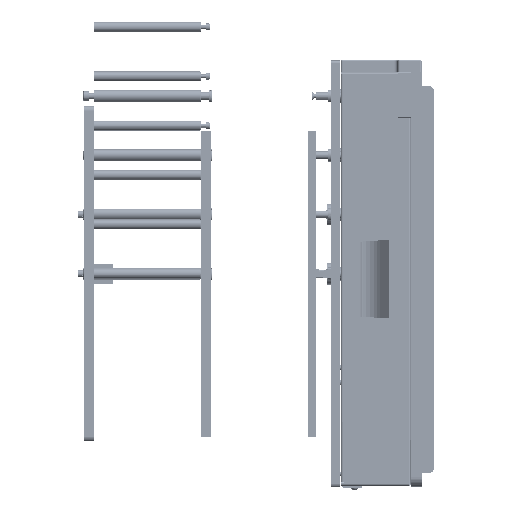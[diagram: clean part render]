
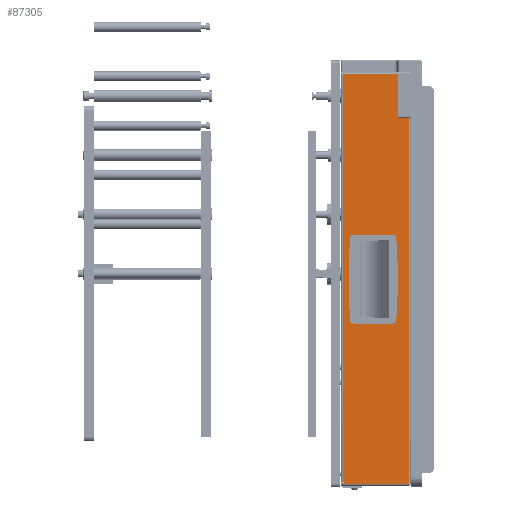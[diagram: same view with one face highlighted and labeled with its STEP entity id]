
A CAD part, left-side view. The second image highlights one B-rep face of the part: STEP entity #87305.
In plain terms, the highlighted face is planar.
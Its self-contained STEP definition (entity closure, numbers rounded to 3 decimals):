
#1759 = DIRECTION ( 'NONE',  ( 0., 0., 1. ) ) ;
#2938 = LINE ( 'NONE', #82243, #14140 ) ;
#3247 = CIRCLE ( 'NONE', #74375, 1.5 ) ;
#4109 = DIRECTION ( 'NONE',  ( 0., -1., 0. ) ) ;
#6133 = DIRECTION ( 'NONE',  ( 0., 0., -1. ) ) ;
#7739 = CARTESIAN_POINT ( 'NONE',  ( 3.7, -446., 35.5 ) ) ;
#8834 = LINE ( 'NONE', #7739, #92240 ) ;
#9955 = DIRECTION ( 'NONE',  ( 0., -1., 0. ) ) ;
#10054 = PLANE ( 'NONE',  #104884 ) ;
#10106 = VERTEX_POINT ( 'NONE', #77809 ) ;
#10174 = CARTESIAN_POINT ( 'NONE',  ( 2.7, -446., 32.475 ) ) ;
#10223 = LINE ( 'NONE', #110728, #63136 ) ;
#10431 = DIRECTION ( 'NONE',  ( 0., 1., 0. ) ) ;
#10816 = ORIENTED_EDGE ( 'NONE', *, *, #54880, .F. ) ;
#11011 = VERTEX_POINT ( 'NONE', #37889 ) ;
#11510 = CARTESIAN_POINT ( 'NONE',  ( 250.5, -446., -18.5 ) ) ;
#11987 = VECTOR ( 'NONE', #107767, 1000. ) ;
#14140 = VECTOR ( 'NONE', #109686, 1000. ) ;
#16281 = DIRECTION ( 'NONE',  ( 0., 0., 1. ) ) ;
#17844 = DIRECTION ( 'NONE',  ( 0., 0., 1. ) ) ;
#19017 = LINE ( 'NONE', #89888, #11987 ) ;
#19676 = DIRECTION ( 'NONE',  ( 0., 0., 1. ) ) ;
#20426 = EDGE_CURVE ( 'NONE', #92552, #87677, #85676, .T. ) ;
#21493 = ORIENTED_EDGE ( 'NONE', *, *, #83264, .F. ) ;
#21673 = CARTESIAN_POINT ( 'NONE',  ( 2.1, -446., 35.5 ) ) ;
#23304 = VERTEX_POINT ( 'NONE', #88784 ) ;
#23712 = VECTOR ( 'NONE', #49350, 1000. ) ;
#26413 = EDGE_CURVE ( 'NONE', #87510, #61174, #84964, .T. ) ;
#28924 = ORIENTED_EDGE ( 'NONE', *, *, #20426, .F. ) ;
#29937 = DIRECTION ( 'NONE',  ( -1., 0., 0. ) ) ;
#32757 = VERTEX_POINT ( 'NONE', #93447 ) ;
#33284 = ORIENTED_EDGE ( 'NONE', *, *, #84024, .F. ) ;
#33313 = DIRECTION ( 'NONE',  ( 0., -1., 0. ) ) ;
#33948 = EDGE_CURVE ( 'NONE', #113193, #32757, #19017, .T. ) ;
#35080 = VECTOR ( 'NONE', #110626, 1000. ) ;
#35217 = AXIS2_PLACEMENT_3D ( 'NONE', #36084, #9955, #19676 ) ;
#35885 = DIRECTION ( 'NONE',  ( -1., 0., 0. ) ) ;
#36084 = CARTESIAN_POINT ( 'NONE',  ( 168.5, -446., 16.1 ) ) ;
#36216 = VERTEX_POINT ( 'NONE', #55839 ) ;
#37889 = CARTESIAN_POINT ( 'NONE',  ( 168.5, -446., 17.6 ) ) ;
#39259 = ORIENTED_EDGE ( 'NONE', *, *, #68483, .F. ) ;
#40641 = ORIENTED_EDGE ( 'NONE', *, *, #107950, .T. ) ;
#41150 = VECTOR ( 'NONE', #78945, 1000. ) ;
#43799 = VERTEX_POINT ( 'NONE', #59312 ) ;
#44344 = VERTEX_POINT ( 'NONE', #103898 ) ;
#44379 = VECTOR ( 'NONE', #35885, 1000. ) ;
#44588 = CARTESIAN_POINT ( 'NONE',  ( 0., -446., 35.5 ) ) ;
#44990 = ORIENTED_EDGE ( 'NONE', *, *, #57855, .F. ) ;
#48057 = DIRECTION ( 'NONE',  ( 0., 0., 1. ) ) ;
#49350 = DIRECTION ( 'NONE',  ( 0., 0., 1. ) ) ;
#50946 = VERTEX_POINT ( 'NONE', #84562 ) ;
#53522 = CIRCLE ( 'NONE', #108371, 1.5 ) ;
#54880 = EDGE_CURVE ( 'NONE', #23304, #11011, #90224, .T. ) ;
#55839 = CARTESIAN_POINT ( 'NONE',  ( 2.7, -446., 35.5 ) ) ;
#57251 = CIRCLE ( 'NONE', #35217, 1.5 ) ;
#57401 = CARTESIAN_POINT ( 'NONE',  ( 168.5, -446., -17. ) ) ;
#57855 = EDGE_CURVE ( 'NONE', #32757, #80056, #8834, .T. ) ;
#58084 = CARTESIAN_POINT ( 'NONE',  ( 250.5, -446., 16.1 ) ) ;
#59312 = CARTESIAN_POINT ( 'NONE',  ( 168.5, -446., -18.5 ) ) ;
#60866 = CARTESIAN_POINT ( 'NONE',  ( 250.5, -446., -17. ) ) ;
#61174 = VERTEX_POINT ( 'NONE', #71589 ) ;
#61244 = VECTOR ( 'NONE', #6133, 1000. ) ;
#61884 = VECTOR ( 'NONE', #93295, 1000. ) ;
#61978 = VECTOR ( 'NONE', #1759, 1000. ) ;
#63136 = VECTOR ( 'NONE', #29937, 1000. ) ;
#63728 = EDGE_LOOP ( 'NONE', ( #10816, #88726, #28924, #103406, #113394, #74342, #112062, #39259 ) ) ;
#64756 = LINE ( 'NONE', #89343, #41150 ) ;
#65398 = EDGE_CURVE ( 'NONE', #87510, #36216, #91463, .T. ) ;
#67280 = VERTEX_POINT ( 'NONE', #11510 ) ;
#68483 = EDGE_CURVE ( 'NONE', #11011, #107938, #57251, .T. ) ;
#69055 = CARTESIAN_POINT ( 'NONE',  ( 252., -446., -17. ) ) ;
#69310 = CARTESIAN_POINT ( 'NONE',  ( 3.7, -446., 33.475 ) ) ;
#70865 = CARTESIAN_POINT ( 'NONE',  ( 168.5, -446., 17.6 ) ) ;
#71087 = EDGE_CURVE ( 'NONE', #10106, #43799, #91410, .T. ) ;
#71589 = CARTESIAN_POINT ( 'NONE',  ( 2.1, -446., -33.4 ) ) ;
#72208 = EDGE_CURVE ( 'NONE', #43799, #67280, #113283, .T. ) ;
#72315 = CARTESIAN_POINT ( 'NONE',  ( 0., -446., 35.5 ) ) ;
#74342 = ORIENTED_EDGE ( 'NONE', *, *, #71087, .F. ) ;
#74375 = AXIS2_PLACEMENT_3D ( 'NONE', #58084, #94223, #103167 ) ;
#74719 = ORIENTED_EDGE ( 'NONE', *, *, #65398, .F. ) ;
#75432 = ORIENTED_EDGE ( 'NONE', *, *, #102362, .T. ) ;
#77809 = CARTESIAN_POINT ( 'NONE',  ( 167., -446., -17. ) ) ;
#78267 = LINE ( 'NONE', #110239, #35080 ) ;
#78945 = DIRECTION ( 'NONE',  ( 0., 0., -1. ) ) ;
#79403 = ORIENTED_EDGE ( 'NONE', *, *, #26413, .T. ) ;
#80056 = VERTEX_POINT ( 'NONE', #69310 ) ;
#82122 = ORIENTED_EDGE ( 'NONE', *, *, #33948, .F. ) ;
#82243 = CARTESIAN_POINT ( 'NONE',  ( 167., -446., -17. ) ) ;
#83264 = EDGE_CURVE ( 'NONE', #36216, #113193, #64756, .T. ) ;
#84024 = EDGE_CURVE ( 'NONE', #50946, #61174, #10223, .T. ) ;
#84055 = CARTESIAN_POINT ( 'NONE',  ( 168.5, -446., -18.5 ) ) ;
#84562 = CARTESIAN_POINT ( 'NONE',  ( 416.9, -446., -33.4 ) ) ;
#84964 = LINE ( 'NONE', #95896, #61244 ) ;
#85165 = EDGE_CURVE ( 'NONE', #107938, #10106, #2938, .T. ) ;
#85676 = LINE ( 'NONE', #98246, #61978 ) ;
#87305 = ADVANCED_FACE ( 'NONE', ( #104116, #112405 ), #10054, .F. ) ;
#87510 = VERTEX_POINT ( 'NONE', #21673 ) ;
#87677 = VERTEX_POINT ( 'NONE', #94740 ) ;
#88032 = EDGE_CURVE ( 'NONE', #87677, #23304, #3247, .T. ) ;
#88726 = ORIENTED_EDGE ( 'NONE', *, *, #88032, .F. ) ;
#88784 = CARTESIAN_POINT ( 'NONE',  ( 250.5, -446., 17.6 ) ) ;
#89343 = CARTESIAN_POINT ( 'NONE',  ( 2.7, -446., 35.5 ) ) ;
#89888 = CARTESIAN_POINT ( 'NONE',  ( 0., -446., 32.475 ) ) ;
#90224 = LINE ( 'NONE', #70865, #44379 ) ;
#90923 = EDGE_LOOP ( 'NONE', ( #40641, #44990, #82122, #21493, #74719, #79403, #33284, #75432 ) ) ;
#91410 = CIRCLE ( 'NONE', #109859, 1.5 ) ;
#91463 = LINE ( 'NONE', #44588, #99877 ) ;
#92240 = VECTOR ( 'NONE', #16281, 1000. ) ;
#92496 = EDGE_CURVE ( 'NONE', #67280, #92552, #53522, .T. ) ;
#92552 = VERTEX_POINT ( 'NONE', #69055 ) ;
#93295 = DIRECTION ( 'NONE',  ( 1., 0., 0. ) ) ;
#93447 = CARTESIAN_POINT ( 'NONE',  ( 3.7, -446., 32.475 ) ) ;
#94223 = DIRECTION ( 'NONE',  ( 0., -1., 0. ) ) ;
#94740 = CARTESIAN_POINT ( 'NONE',  ( 252., -446., 16.1 ) ) ;
#95896 = CARTESIAN_POINT ( 'NONE',  ( 2.1, -446., 35.5 ) ) ;
#97101 = DIRECTION ( 'NONE',  ( 1., 0., 0. ) ) ;
#98246 = CARTESIAN_POINT ( 'NONE',  ( 252., -446., -17. ) ) ;
#99877 = VECTOR ( 'NONE', #97101, 1000. ) ;
#101353 = CARTESIAN_POINT ( 'NONE',  ( 167., -446., 16.1 ) ) ;
#102362 = EDGE_CURVE ( 'NONE', #50946, #44344, #108559, .T. ) ;
#103167 = DIRECTION ( 'NONE',  ( 0., 0., 1. ) ) ;
#103406 = ORIENTED_EDGE ( 'NONE', *, *, #92496, .F. ) ;
#103898 = CARTESIAN_POINT ( 'NONE',  ( 416.9, -446., 33.475 ) ) ;
#104070 = DIRECTION ( 'NONE',  ( 0., 0., -1. ) ) ;
#104116 = FACE_BOUND ( 'NONE', #63728, .T. ) ;
#104884 = AXIS2_PLACEMENT_3D ( 'NONE', #72315, #10431, #17844 ) ;
#107767 = DIRECTION ( 'NONE',  ( 1., 0., 0. ) ) ;
#107938 = VERTEX_POINT ( 'NONE', #101353 ) ;
#107950 = EDGE_CURVE ( 'NONE', #44344, #80056, #78267, .T. ) ;
#108371 = AXIS2_PLACEMENT_3D ( 'NONE', #60866, #33313, #104070 ) ;
#108559 = LINE ( 'NONE', #111505, #23712 ) ;
#109686 = DIRECTION ( 'NONE',  ( 0., 0., -1. ) ) ;
#109859 = AXIS2_PLACEMENT_3D ( 'NONE', #57401, #4109, #48057 ) ;
#110239 = CARTESIAN_POINT ( 'NONE',  ( 416.9, -446., 33.475 ) ) ;
#110626 = DIRECTION ( 'NONE',  ( -1., 0., 0. ) ) ;
#110728 = CARTESIAN_POINT ( 'NONE',  ( 2625.9, -446., -33.4 ) ) ;
#111505 = CARTESIAN_POINT ( 'NONE',  ( 416.9, -446., -35.5 ) ) ;
#112062 = ORIENTED_EDGE ( 'NONE', *, *, #85165, .F. ) ;
#112405 = FACE_OUTER_BOUND ( 'NONE', #90923, .T. ) ;
#113193 = VERTEX_POINT ( 'NONE', #10174 ) ;
#113283 = LINE ( 'NONE', #84055, #61884 ) ;
#113394 = ORIENTED_EDGE ( 'NONE', *, *, #72208, .F. ) ;
